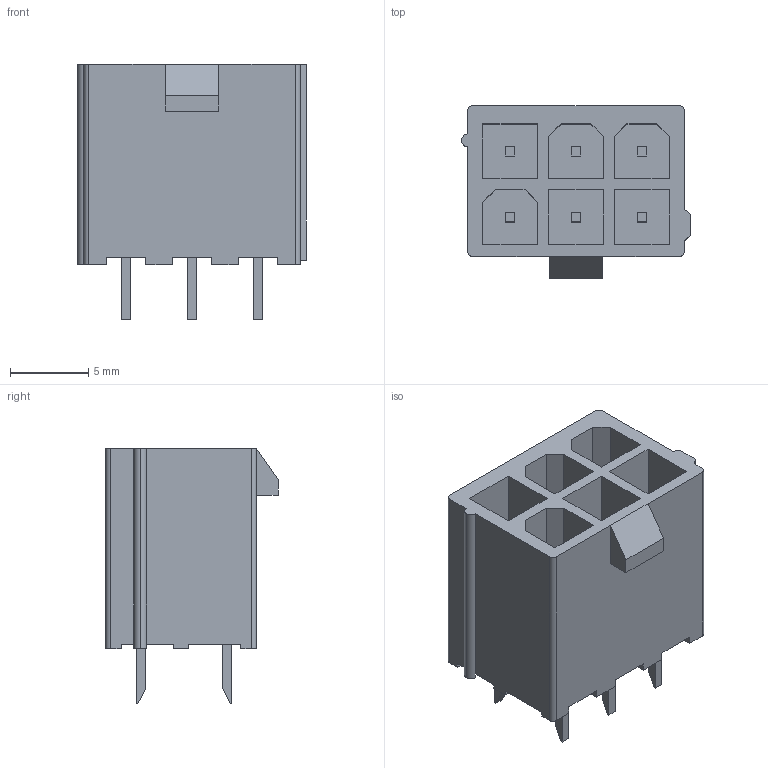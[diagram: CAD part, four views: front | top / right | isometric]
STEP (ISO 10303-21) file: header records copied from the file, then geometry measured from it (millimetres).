
FILE_DESCRIPTION((''),'2;1');
FILE_NAME('MOLEX_39-28-1063.stp','2009-02-10T10:37:15',(''),(''),'Mechanical Desktop 2006','Mechanical Desktop 2006',', , ');
FILE_SCHEMA(('AUTOMOTIVE_DESIGN { 1 2 10303 214 0 1 1 1 }'));
Length unit declared in the file: millimetre
Products named in the file (1): MOLEX_39-28-1063_3D
Bounding box: 14.6 x 11 x 16.3 mm (x, y, z)
Volume: 970.1 mm3; surface area: 1832.1 mm2
Topology: 1 solids, 1 shells, 170 faces, 445 edges, 295 vertices
Faces by surface type: plane 164, cylinder 6
Entity records: 5166 total; most frequent: CARTESIAN_POINT 911, ORIENTED_EDGE 890, DIRECTION 799, EDGE_CURVE 445, VECTOR 433, LINE 433, VERTEX_POINT 295, EDGE_LOOP 188
